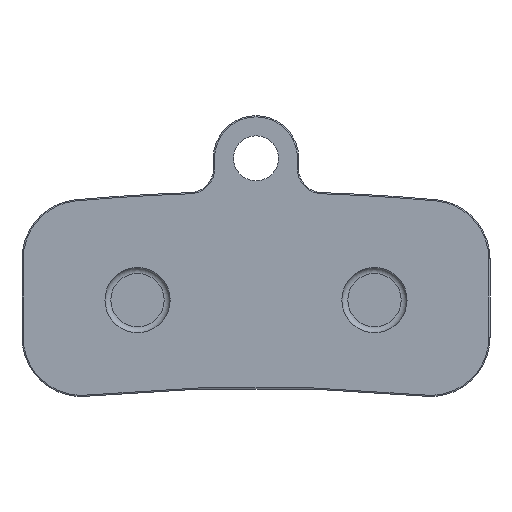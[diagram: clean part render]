
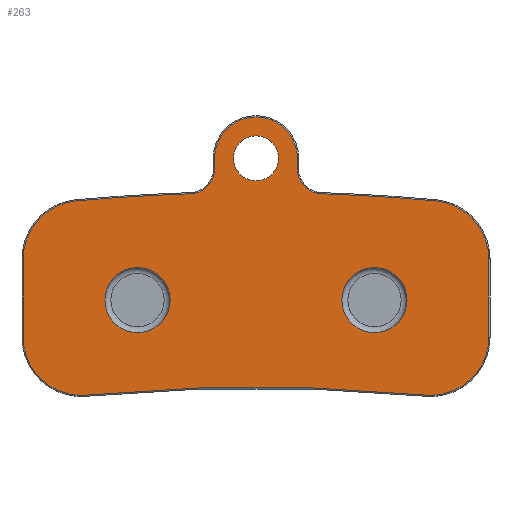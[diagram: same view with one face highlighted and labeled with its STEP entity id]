
A CAD part, front view. The second image highlights one B-rep face of the part: STEP entity #263.
In plain terms, the highlighted planar face has unit normal (0, -1, 0).
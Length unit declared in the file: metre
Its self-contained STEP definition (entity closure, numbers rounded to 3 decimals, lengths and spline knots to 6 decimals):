
#263=ADVANCED_FACE('PartBody',(#578,#579,#580,#581),#582,.F.);
#578=FACE_OUTER_BOUND('',#955,.T.);
#579=FACE_BOUND('',#956,.T.);
#580=FACE_BOUND('',#957,.T.);
#581=FACE_BOUND('',#958,.T.);
#582=PLANE('',#959);
#955=EDGE_LOOP('',(#1611,#1612,#1613,#1614,#1615,#1616,#1617,#1618,#1619,#1620,#1621,#1622,#1623,#1624));
#956=EDGE_LOOP('',(#1625));
#957=EDGE_LOOP('',(#1626));
#958=EDGE_LOOP('',(#1627));
#959=AXIS2_PLACEMENT_3D('',#1628,#1629,#1630);
#1611=ORIENTED_EDGE('',*,*,#2228,.T.);
#1612=ORIENTED_EDGE('',*,*,#2222,.T.);
#1613=ORIENTED_EDGE('',*,*,#2231,.T.);
#1614=ORIENTED_EDGE('',*,*,#2238,.T.);
#1615=ORIENTED_EDGE('',*,*,#2245,.T.);
#1616=ORIENTED_EDGE('',*,*,#2253,.T.);
#1617=ORIENTED_EDGE('',*,*,#2260,.T.);
#1618=ORIENTED_EDGE('',*,*,#2268,.T.);
#1619=ORIENTED_EDGE('',*,*,#2270,.T.);
#1620=ORIENTED_EDGE('',*,*,#2265,.T.);
#1621=ORIENTED_EDGE('',*,*,#2257,.T.);
#1622=ORIENTED_EDGE('',*,*,#2250,.T.);
#1623=ORIENTED_EDGE('',*,*,#2242,.T.);
#1624=ORIENTED_EDGE('',*,*,#2235,.T.);
#1625=ORIENTED_EDGE('',*,*,#2182,.F.);
#1626=ORIENTED_EDGE('',*,*,#2152,.F.);
#1627=ORIENTED_EDGE('',*,*,#2121,.T.);
#1628=CARTESIAN_POINT('',(0.214274,-0.0001,0.008875));
#1629=DIRECTION('',(-0.0,1.0,0.0));
#1630=DIRECTION('',(1.0,0.0,0.0));
#2121=EDGE_CURVE('',#2494,#2494,#2495,.T.);
#2152=EDGE_CURVE('',#2553,#2553,#2554,.T.);
#2182=EDGE_CURVE('',#2600,#2600,#2601,.T.);
#2222=EDGE_CURVE('',#2649,#2647,#2650,.F.);
#2228=EDGE_CURVE('',#2655,#2649,#2658,.F.);
#2231=EDGE_CURVE('',#2647,#2661,#2663,.F.);
#2235=EDGE_CURVE('',#2666,#2655,#2668,.T.);
#2238=EDGE_CURVE('',#2661,#2671,#2673,.T.);
#2242=EDGE_CURVE('',#2676,#2666,#2678,.F.);
#2245=EDGE_CURVE('',#2671,#2681,#2683,.F.);
#2250=EDGE_CURVE('',#2686,#2676,#2689,.F.);
#2253=EDGE_CURVE('',#2681,#2692,#2694,.F.);
#2257=EDGE_CURVE('',#2697,#2686,#2699,.F.);
#2260=EDGE_CURVE('',#2692,#2701,#2703,.F.);
#2265=EDGE_CURVE('',#2706,#2697,#2709,.F.);
#2268=EDGE_CURVE('',#2701,#2711,#2713,.F.);
#2270=EDGE_CURVE('',#2711,#2706,#2715,.T.);
#2494=VERTEX_POINT('',#3022);
#2495=CIRCLE('',#3023,0.0019);
#2553=VERTEX_POINT('',#3091);
#2554=CIRCLE('',#3092,0.00275);
#2600=VERTEX_POINT('',#3148);
#2601=CIRCLE('',#3149,0.00275);
#2647=VERTEX_POINT('',#3198);
#2649=VERTEX_POINT('',#3200);
#2650=CIRCLE('',#3201,0.0035);
#2655=VERTEX_POINT('',#3206);
#2658=LINE('',#3210,#3211);
#2661=VERTEX_POINT('',#3214);
#2663=LINE('',#3216,#3217);
#2666=VERTEX_POINT('',#3221);
#2668=CIRCLE('',#3223,0.0021);
#2671=VERTEX_POINT('',#3226);
#2673=CIRCLE('',#3228,0.0021);
#2676=VERTEX_POINT('',#3231);
#2678=CIRCLE('',#3233,0.16565);
#2681=VERTEX_POINT('',#3236);
#2683=CIRCLE('',#3238,0.16565);
#2686=VERTEX_POINT('',#3241);
#2689=CIRCLE('',#3244,0.0049);
#2692=VERTEX_POINT('',#3247);
#2694=CIRCLE('',#3249,0.0049);
#2697=VERTEX_POINT('',#3252);
#2699=LINE('',#3254,#3255);
#2701=VERTEX_POINT('',#3257);
#2703=LINE('',#3259,#3260);
#2706=VERTEX_POINT('',#3264);
#2709=CIRCLE('',#3267,0.0049);
#2711=VERTEX_POINT('',#3269);
#2713=CIRCLE('',#3271,0.0049);
#2715=CIRCLE('',#3273,0.1501);
#3022=CARTESIAN_POINT('',(0.216174,-0.0001,0.020081));
#3023=AXIS2_PLACEMENT_3D('',#3634,#3635,#3636);
#3091=CARTESIAN_POINT('',(0.227024,-0.0001,0.008113));
#3092=AXIS2_PLACEMENT_3D('',#3698,#3699,#3700);
#3148=CARTESIAN_POINT('',(0.207024,-0.0001,0.008113));
#3149=AXIS2_PLACEMENT_3D('',#3741,#3742,#3743);
#3198=CARTESIAN_POINT('',(0.210774,-0.0001,0.020081));
#3200=CARTESIAN_POINT('',(0.217774,-0.0001,0.020081));
#3201=AXIS2_PLACEMENT_3D('',#3810,#3811,#3812);
#3206=CARTESIAN_POINT('',(0.217774,-0.0001,0.019187));
#3210=CARTESIAN_POINT('',(0.217774,-0.0001,0.020081));
#3211=VECTOR('',#3823,1.0);
#3214=CARTESIAN_POINT('',(0.210774,-0.0001,0.019187));
#3216=CARTESIAN_POINT('',(0.210774,-0.0001,0.008875));
#3217=VECTOR('',#3827,1.0);
#3221=CARTESIAN_POINT('',(0.219804,-0.0001,0.017088));
#3223=AXIS2_PLACEMENT_3D('',#3832,#3833,#3834);
#3226=CARTESIAN_POINT('',(0.208744,-0.0001,0.017088));
#3228=AXIS2_PLACEMENT_3D('',#3838,#3839,#3840);
#3231=CARTESIAN_POINT('',(0.229474,-0.0001,0.016482));
#3233=AXIS2_PLACEMENT_3D('',#3847,#3848,#3849);
#3236=CARTESIAN_POINT('',(0.199075,-0.0001,0.016482));
#3238=AXIS2_PLACEMENT_3D('',#3853,#3854,#3855);
#3241=CARTESIAN_POINT('',(0.233924,-0.0001,0.011603));
#3244=AXIS2_PLACEMENT_3D('',#3865,#3866,#3867);
#3247=CARTESIAN_POINT('',(0.194624,-0.0001,0.011603));
#3249=AXIS2_PLACEMENT_3D('',#3871,#3872,#3873);
#3252=CARTESIAN_POINT('',(0.233924,-0.0001,0.004977));
#3254=CARTESIAN_POINT('',(0.233924,-0.0001,0.011603));
#3255=VECTOR('',#3880,1.0);
#3257=CARTESIAN_POINT('',(0.194624,-0.0001,0.004977));
#3259=CARTESIAN_POINT('',(0.194624,-0.0001,0.004977));
#3260=VECTOR('',#3884,1.0);
#3264=CARTESIAN_POINT('',(0.228558,-0.0001,0.0001));
#3267=AXIS2_PLACEMENT_3D('',#3892,#3893,#3894);
#3269=CARTESIAN_POINT('',(0.19999,-0.0001,0.0001));
#3271=AXIS2_PLACEMENT_3D('',#3898,#3899,#3900);
#3273=AXIS2_PLACEMENT_3D('',#3901,#3902,#3903);
#3634=CARTESIAN_POINT('',(0.214274,-0.0001,0.020081));
#3635=DIRECTION('',(-0.0,1.0,0.0));
#3636=DIRECTION('',(1.0,0.0,0.0));
#3698=CARTESIAN_POINT('',(0.224274,-0.0001,0.008113));
#3699=DIRECTION('',(0.0,-1.0,0.0));
#3700=DIRECTION('',(1.0,0.0,0.0));
#3741=CARTESIAN_POINT('',(0.204274,-0.0001,0.008113));
#3742=DIRECTION('',(0.0,-1.0,0.0));
#3743=DIRECTION('',(1.0,0.0,0.0));
#3810=CARTESIAN_POINT('',(0.214274,-0.0001,0.020081));
#3811=DIRECTION('',(0.0,1.0,0.0));
#3812=DIRECTION('',(0.0,0.0,1.0));
#3823=DIRECTION('',(0.0,0.0,-1.0));
#3827=DIRECTION('',(0.0,0.0,1.0));
#3832=CARTESIAN_POINT('',(0.219874,-0.0001,0.019187));
#3833=DIRECTION('',(0.0,1.0,0.0));
#3834=DIRECTION('',(0.0,0.0,1.0));
#3838=CARTESIAN_POINT('',(0.208674,-0.0001,0.019187));
#3839=DIRECTION('',(0.0,1.0,0.0));
#3840=DIRECTION('',(0.0,0.0,1.0));
#3847=CARTESIAN_POINT('',(0.214274,-0.0001,-0.148469));
#3848=DIRECTION('',(0.0,1.0,0.0));
#3849=DIRECTION('',(0.0,0.0,1.0));
#3853=CARTESIAN_POINT('',(0.214274,-0.0001,-0.148469));
#3854=DIRECTION('',(0.0,1.0,0.0));
#3855=DIRECTION('',(0.0,0.0,1.0));
#3865=CARTESIAN_POINT('',(0.229024,-0.0001,0.011603));
#3866=DIRECTION('',(0.0,1.0,0.0));
#3867=DIRECTION('',(0.0,0.0,1.0));
#3871=CARTESIAN_POINT('',(0.199524,-0.0001,0.011603));
#3872=DIRECTION('',(0.0,1.0,0.0));
#3873=DIRECTION('',(0.0,0.0,1.0));
#3880=DIRECTION('',(0.0,0.0,-1.0));
#3884=DIRECTION('',(0.0,0.0,1.0));
#3892=CARTESIAN_POINT('',(0.229024,-0.0001,0.004977));
#3893=DIRECTION('',(0.0,1.0,0.0));
#3894=DIRECTION('',(0.0,0.0,1.0));
#3898=CARTESIAN_POINT('',(0.199524,-0.0001,0.004977));
#3899=DIRECTION('',(0.0,1.0,0.0));
#3900=DIRECTION('',(0.0,0.0,1.0));
#3901=CARTESIAN_POINT('',(0.214274,-0.0001,-0.149319));
#3902=DIRECTION('',(0.0,1.0,0.0));
#3903=DIRECTION('',(0.0,0.0,1.0));
